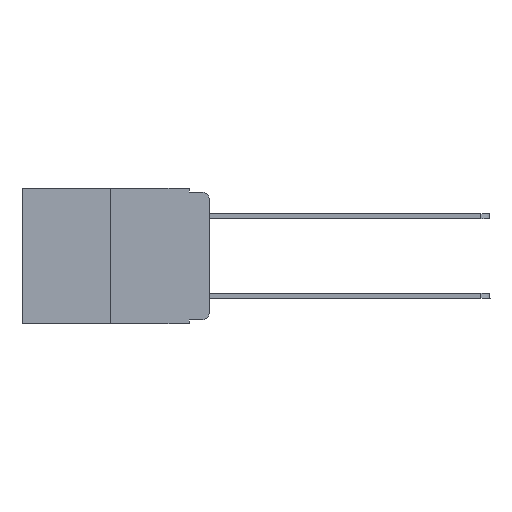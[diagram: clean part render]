
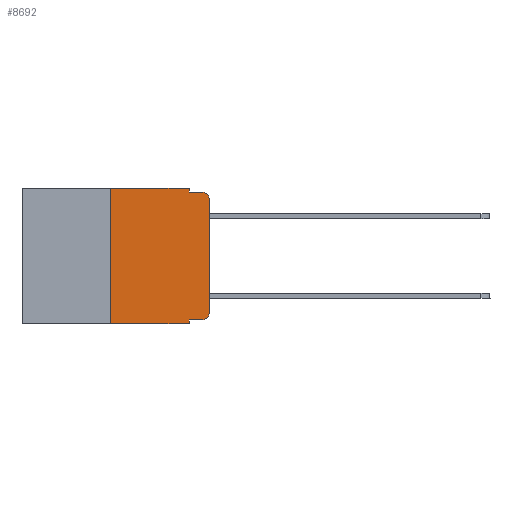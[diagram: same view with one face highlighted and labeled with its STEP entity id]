
A CAD part, left-side view. The second image highlights one B-rep face of the part: STEP entity #8692.
In plain terms, the highlighted planar face has unit normal (-1, 0, 0).
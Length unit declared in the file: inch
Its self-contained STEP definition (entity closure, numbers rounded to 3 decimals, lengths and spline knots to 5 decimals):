
#22 = VECTOR ( 'NONE', #3896, 39.37008 ) ;
#32 = CARTESIAN_POINT ( 'NONE',  ( 0., 0.473, -0.343 ) ) ;
#143 = VECTOR ( 'NONE', #10246, 39.37008 ) ;
#226 = CARTESIAN_POINT ( 'NONE',  ( 0., 0., -0.03 ) ) ;
#263 = CARTESIAN_POINT ( 'NONE',  ( 0., 0.02, -0.313 ) ) ;
#635 = ORIENTED_EDGE ( 'NONE', *, *, #11325, .T. ) ;
#656 = EDGE_CURVE ( 'NONE', #9566, #12206, #3017, .T. ) ;
#904 = DIRECTION ( 'NONE',  ( 0., 0., 1. ) ) ;
#950 = ORIENTED_EDGE ( 'NONE', *, *, #13230, .F. ) ;
#1675 = ORIENTED_EDGE ( 'NONE', *, *, #9703, .F. ) ;
#2374 = EDGE_CURVE ( 'NONE', #7087, #9492, #3297, .T. ) ;
#2480 = CARTESIAN_POINT ( 'NONE',  ( 0., 0.051, 0. ) ) ;
#2555 = CARTESIAN_POINT ( 'NONE',  ( 0., 0.473, 0. ) ) ;
#2574 = DIRECTION ( 'NONE',  ( 0., 0., -1. ) ) ;
#2598 = EDGE_LOOP ( 'NONE', ( #635, #7026, #950, #7513, #7186, #12791, #3691, #1675, #9366, #6842 ) ) ;
#2636 = CARTESIAN_POINT ( 'NONE',  ( 0., 0.051, -0.333 ) ) ;
#2984 = CARTESIAN_POINT ( 'NONE',  ( 0., 0., 0. ) ) ;
#3017 = CIRCLE ( 'NONE', #12824, 0.02 ) ;
#3035 = VECTOR ( 'NONE', #904, 39.37008 ) ;
#3081 = VERTEX_POINT ( 'NONE', #8964 ) ;
#3297 = LINE ( 'NONE', #2555, #8830 ) ;
#3691 = ORIENTED_EDGE ( 'NONE', *, *, #11864, .T. ) ;
#3896 = DIRECTION ( 'NONE',  ( 0., 0., -1. ) ) ;
#4045 = VERTEX_POINT ( 'NONE', #10669 ) ;
#4197 = VECTOR ( 'NONE', #10424, 39.37008 ) ;
#4336 = CARTESIAN_POINT ( 'NONE',  ( 0., 0.051, -0.333 ) ) ;
#4580 = AXIS2_PLACEMENT_3D ( 'NONE', #8471, #11794, #14028 ) ;
#4650 = EDGE_CURVE ( 'NONE', #9492, #10451, #6039, .T. ) ;
#4922 = LINE ( 'NONE', #32, #12192 ) ;
#4950 = VECTOR ( 'NONE', #5019, 39.37008 ) ;
#5019 = DIRECTION ( 'NONE',  ( 0., 0., 1. ) ) ;
#5160 = PLANE ( 'NONE',  #4580 ) ;
#5893 = CARTESIAN_POINT ( 'NONE',  ( 0., 0.02, -0.333 ) ) ;
#5910 = LINE ( 'NONE', #10483, #22 ) ;
#6039 = LINE ( 'NONE', #2480, #143 ) ;
#6511 = DIRECTION ( 'NONE',  ( 0., -1., 0. ) ) ;
#6704 = VERTEX_POINT ( 'NONE', #226 ) ;
#6842 = ORIENTED_EDGE ( 'NONE', *, *, #656, .T. ) ;
#6941 = DIRECTION ( 'NONE',  ( -1., 0., 0. ) ) ;
#7026 = ORIENTED_EDGE ( 'NONE', *, *, #11600, .T. ) ;
#7087 = VERTEX_POINT ( 'NONE', #13191 ) ;
#7186 = ORIENTED_EDGE ( 'NONE', *, *, #2374, .F. ) ;
#7513 = ORIENTED_EDGE ( 'NONE', *, *, #4650, .F. ) ;
#7526 = CARTESIAN_POINT ( 'NONE',  ( 0., 0.25, 0. ) ) ;
#7870 = DIRECTION ( 'NONE',  ( 0., -1., 0. ) ) ;
#7950 = CARTESIAN_POINT ( 'NONE',  ( 0., 0.051, 0. ) ) ;
#8391 = VERTEX_POINT ( 'NONE', #14281 ) ;
#8471 = CARTESIAN_POINT ( 'NONE',  ( 0., 0.473, 0. ) ) ;
#8692 = ADVANCED_FACE ( 'NONE', ( #10929 ), #5160, .F. ) ;
#8830 = VECTOR ( 'NONE', #12857, 39.37008 ) ;
#8849 = VECTOR ( 'NONE', #7870, 39.37008 ) ;
#8964 = CARTESIAN_POINT ( 'NONE',  ( 0., 0.051, -0.343 ) ) ;
#9112 = DIRECTION ( 'NONE',  ( 0., 0., -1. ) ) ;
#9194 = CARTESIAN_POINT ( 'NONE',  ( 0., 0.02, -0.03 ) ) ;
#9232 = VERTEX_POINT ( 'NONE', #4336 ) ;
#9366 = ORIENTED_EDGE ( 'NONE', *, *, #12138, .T. ) ;
#9492 = VERTEX_POINT ( 'NONE', #7950 ) ;
#9566 = VERTEX_POINT ( 'NONE', #5893 ) ;
#9703 = EDGE_CURVE ( 'NONE', #9232, #3081, #5910, .T. ) ;
#9796 = CARTESIAN_POINT ( 'NONE',  ( 0., 0.051, -0.01 ) ) ;
#9949 = CARTESIAN_POINT ( 'NONE',  ( 0., 0.051, -0.01 ) ) ;
#10082 = LINE ( 'NONE', #2636, #4197 ) ;
#10246 = DIRECTION ( 'NONE',  ( 0., 0., -1. ) ) ;
#10348 = DIRECTION ( 'NONE',  ( -1., 0., 0. ) ) ;
#10424 = DIRECTION ( 'NONE',  ( 0., -1., 0. ) ) ;
#10451 = VERTEX_POINT ( 'NONE', #9796 ) ;
#10464 = CIRCLE ( 'NONE', #12038, 0.02 ) ;
#10483 = CARTESIAN_POINT ( 'NONE',  ( 0., 0.051, 0. ) ) ;
#10669 = CARTESIAN_POINT ( 'NONE',  ( 0., 0.25, -0.343 ) ) ;
#10810 = LINE ( 'NONE', #2984, #4950 ) ;
#10929 = FACE_OUTER_BOUND ( 'NONE', #2598, .T. ) ;
#11325 = EDGE_CURVE ( 'NONE', #12206, #6704, #10810, .T. ) ;
#11462 = EDGE_CURVE ( 'NONE', #4045, #7087, #13068, .T. ) ;
#11600 = EDGE_CURVE ( 'NONE', #6704, #8391, #10464, .T. ) ;
#11794 = DIRECTION ( 'NONE',  ( 1., 0., 0. ) ) ;
#11864 = EDGE_CURVE ( 'NONE', #4045, #3081, #4922, .T. ) ;
#12038 = AXIS2_PLACEMENT_3D ( 'NONE', #9194, #10348, #2574 ) ;
#12138 = EDGE_CURVE ( 'NONE', #9232, #9566, #10082, .T. ) ;
#12192 = VECTOR ( 'NONE', #6511, 39.37008 ) ;
#12206 = VERTEX_POINT ( 'NONE', #12554 ) ;
#12554 = CARTESIAN_POINT ( 'NONE',  ( 0., 0., -0.313 ) ) ;
#12791 = ORIENTED_EDGE ( 'NONE', *, *, #11462, .F. ) ;
#12824 = AXIS2_PLACEMENT_3D ( 'NONE', #263, #6941, #9112 ) ;
#12857 = DIRECTION ( 'NONE',  ( 0., -1., 0. ) ) ;
#13068 = LINE ( 'NONE', #7526, #3035 ) ;
#13191 = CARTESIAN_POINT ( 'NONE',  ( 0., 0.25, 0. ) ) ;
#13230 = EDGE_CURVE ( 'NONE', #10451, #8391, #13549, .T. ) ;
#13549 = LINE ( 'NONE', #9949, #8849 ) ;
#14028 = DIRECTION ( 'NONE',  ( 0., 0., -1. ) ) ;
#14281 = CARTESIAN_POINT ( 'NONE',  ( 0., 0.02, -0.01 ) ) ;
